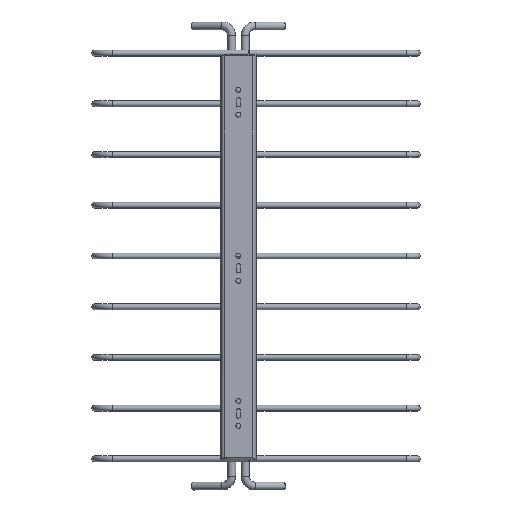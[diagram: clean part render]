
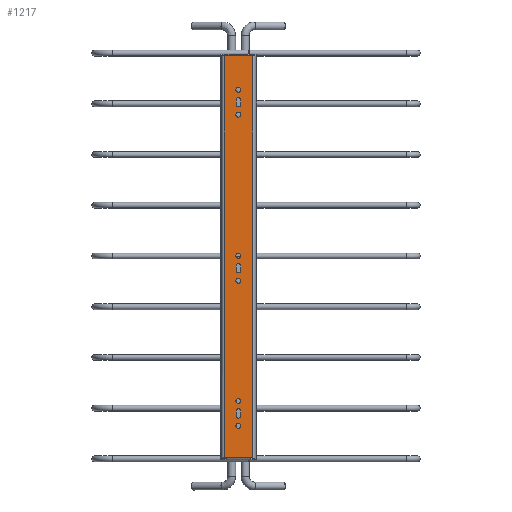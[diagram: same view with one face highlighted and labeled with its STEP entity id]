
A CAD part, front view. The second image highlights one B-rep face of the part: STEP entity #1217.
In plain terms, the highlighted face is planar.
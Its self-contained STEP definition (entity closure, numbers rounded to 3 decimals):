
#544=CARTESIAN_POINT('',(10.0,-14.335,403.7));
#545=VERTEX_POINT('',#544);
#553=CARTESIAN_POINT('',(10.0,14.335,403.7));
#554=VERTEX_POINT('',#553);
#555=CARTESIAN_POINT('',(10.0,-14.335,403.7));
#556=DIRECTION('',(0.0,1.0,0.0));
#557=VECTOR('',#556,28.671);
#558=LINE('',#555,#557);
#559=EDGE_CURVE('',#545,#554,#558,.T.);
#751=CARTESIAN_POINT('',(10.0,-14.335,0.0));
#752=VERTEX_POINT('',#751);
#760=CARTESIAN_POINT('',(10.0,-14.335,0.0));
#761=DIRECTION('',(0.0,0.0,1.0));
#762=VECTOR('',#761,403.7);
#763=LINE('',#760,#762);
#764=EDGE_CURVE('',#752,#545,#763,.T.);
#1020=CARTESIAN_POINT('',(10.0,0.0,0.0));
#1021=DIRECTION('',(1.0,0.0,0.0));
#1022=DIRECTION('',(0.0,0.0,-1.0));
#1023=AXIS2_PLACEMENT_3D('',#1020,#1021,#1022);
#1024=PLANE('',#1023);
#1025=ORIENTED_EDGE('',*,*,#559,.F.);
#1026=ORIENTED_EDGE('',*,*,#764,.F.);
#1027=CARTESIAN_POINT('',(10.0,14.335,0.0));
#1028=VERTEX_POINT('',#1027);
#1029=CARTESIAN_POINT('',(10.0,14.335,0.0));
#1030=DIRECTION('',(0.0,-1.0,0.0));
#1031=VECTOR('',#1030,28.671);
#1032=LINE('',#1029,#1031);
#1033=EDGE_CURVE('',#1028,#752,#1032,.T.);
#1034=ORIENTED_EDGE('',*,*,#1033,.F.);
#1035=CARTESIAN_POINT('',(10.0,14.335,0.0));
#1036=DIRECTION('',(0.0,0.0,1.0));
#1037=VECTOR('',#1036,403.7);
#1038=LINE('',#1035,#1037);
#1039=EDGE_CURVE('',#1028,#554,#1038,.T.);
#1040=ORIENTED_EDGE('',*,*,#1039,.T.);
#1041=EDGE_LOOP('',(#1025,#1026,#1034,#1040));
#1042=FACE_OUTER_BOUND('',#1041,.T.);
#1043=CARTESIAN_POINT('',(10.0,-2.25,361.95));
#1044=VERTEX_POINT('',#1043);
#1045=CARTESIAN_POINT('',(10.0,2.25,361.95));
#1046=VERTEX_POINT('',#1045);
#1047=CARTESIAN_POINT('',(10.0,0.,361.95));
#1048=DIRECTION('',(-1.0,0.0,0.0));
#1049=DIRECTION('',(0.0,-1.0,0.0));
#1050=AXIS2_PLACEMENT_3D('',#1047,#1048,#1049);
#1051=CIRCLE('',#1050,2.25);
#1052=EDGE_CURVE('',#1044,#1046,#1051,.T.);
#1053=ORIENTED_EDGE('',*,*,#1052,.T.);
#1054=CARTESIAN_POINT('',(10.0,2.25,357.05));
#1055=VERTEX_POINT('',#1054);
#1056=CARTESIAN_POINT('',(10.0,2.25,361.95));
#1057=DIRECTION('',(0.0,0.0,-1.0));
#1058=VECTOR('',#1057,4.9);
#1059=LINE('',#1056,#1058);
#1060=EDGE_CURVE('',#1046,#1055,#1059,.T.);
#1061=ORIENTED_EDGE('',*,*,#1060,.T.);
#1062=CARTESIAN_POINT('',(10.0,-2.25,357.05));
#1063=VERTEX_POINT('',#1062);
#1064=CARTESIAN_POINT('',(10.0,0.,357.05));
#1065=DIRECTION('',(-1.0,0.0,0.0));
#1066=DIRECTION('',(0.0,1.0,0.0));
#1067=AXIS2_PLACEMENT_3D('',#1064,#1065,#1066);
#1068=CIRCLE('',#1067,2.25);
#1069=EDGE_CURVE('',#1055,#1063,#1068,.T.);
#1070=ORIENTED_EDGE('',*,*,#1069,.T.);
#1071=CARTESIAN_POINT('',(10.0,-2.25,357.05));
#1072=DIRECTION('',(0.0,0.0,1.0));
#1073=VECTOR('',#1072,4.9);
#1074=LINE('',#1071,#1073);
#1075=EDGE_CURVE('',#1063,#1044,#1074,.T.);
#1076=ORIENTED_EDGE('',*,*,#1075,.T.);
#1077=EDGE_LOOP('',(#1053,#1061,#1070,#1076));
#1078=FACE_BOUND('',#1077,.T.);
#1079=CARTESIAN_POINT('',(10.0,-2.25,215.95));
#1080=VERTEX_POINT('',#1079);
#1081=CARTESIAN_POINT('',(10.0,2.25,215.95));
#1082=VERTEX_POINT('',#1081);
#1083=CARTESIAN_POINT('',(10.0,0.,215.95));
#1084=DIRECTION('',(-1.0,0.0,0.0));
#1085=DIRECTION('',(0.0,-1.0,0.0));
#1086=AXIS2_PLACEMENT_3D('',#1083,#1084,#1085);
#1087=CIRCLE('',#1086,2.25);
#1088=EDGE_CURVE('',#1080,#1082,#1087,.T.);
#1089=ORIENTED_EDGE('',*,*,#1088,.T.);
#1090=CARTESIAN_POINT('',(10.0,2.25,211.05));
#1091=VERTEX_POINT('',#1090);
#1092=CARTESIAN_POINT('',(10.0,2.25,215.95));
#1093=DIRECTION('',(0.0,0.0,-1.0));
#1094=VECTOR('',#1093,4.9);
#1095=LINE('',#1092,#1094);
#1096=EDGE_CURVE('',#1082,#1091,#1095,.T.);
#1097=ORIENTED_EDGE('',*,*,#1096,.T.);
#1098=CARTESIAN_POINT('',(10.0,-2.25,211.05));
#1099=VERTEX_POINT('',#1098);
#1100=CARTESIAN_POINT('',(10.0,0.,211.05));
#1101=DIRECTION('',(-1.0,0.0,0.0));
#1102=DIRECTION('',(0.0,1.0,0.0));
#1103=AXIS2_PLACEMENT_3D('',#1100,#1101,#1102);
#1104=CIRCLE('',#1103,2.25);
#1105=EDGE_CURVE('',#1091,#1099,#1104,.T.);
#1106=ORIENTED_EDGE('',*,*,#1105,.T.);
#1107=CARTESIAN_POINT('',(10.0,-2.25,211.05));
#1108=DIRECTION('',(0.0,0.0,1.0));
#1109=VECTOR('',#1108,4.9);
#1110=LINE('',#1107,#1109);
#1111=EDGE_CURVE('',#1099,#1080,#1110,.T.);
#1112=ORIENTED_EDGE('',*,*,#1111,.T.);
#1113=EDGE_LOOP('',(#1089,#1097,#1106,#1112));
#1114=FACE_BOUND('',#1113,.T.);
#1115=CARTESIAN_POINT('',(10.0,0.,369.5));
#1116=VERTEX_POINT('',#1115);
#1117=CARTESIAN_POINT('',(10.0,0.,372.0));
#1118=DIRECTION('',(-1.0,0.0,0.0));
#1119=DIRECTION('',(0.0,0.0,1.0));
#1120=AXIS2_PLACEMENT_3D('',#1117,#1118,#1119);
#1121=CIRCLE('',#1120,2.5);
#1122=EDGE_CURVE('',#1116,#1116,#1121,.T.);
#1123=ORIENTED_EDGE('',*,*,#1122,.T.);
#1124=EDGE_LOOP('',(#1123));
#1125=FACE_BOUND('',#1124,.T.);
#1126=CARTESIAN_POINT('',(10.0,0.,223.5));
#1127=VERTEX_POINT('',#1126);
#1128=CARTESIAN_POINT('',(10.0,0.,226.0));
#1129=DIRECTION('',(-1.0,0.0,0.0));
#1130=DIRECTION('',(0.0,0.0,1.0));
#1131=AXIS2_PLACEMENT_3D('',#1128,#1129,#1130);
#1132=CIRCLE('',#1131,2.5);
#1133=EDGE_CURVE('',#1127,#1127,#1132,.T.);
#1134=ORIENTED_EDGE('',*,*,#1133,.T.);
#1135=EDGE_LOOP('',(#1134));
#1136=FACE_BOUND('',#1135,.T.);
#1137=CARTESIAN_POINT('',(10.0,0.,31.5));
#1138=VERTEX_POINT('',#1137);
#1139=CARTESIAN_POINT('',(10.0,0.,34.0));
#1140=DIRECTION('',(-1.0,0.0,0.0));
#1141=DIRECTION('',(0.0,0.0,1.0));
#1142=AXIS2_PLACEMENT_3D('',#1139,#1140,#1141);
#1143=CIRCLE('',#1142,2.5);
#1144=EDGE_CURVE('',#1138,#1138,#1143,.T.);
#1145=ORIENTED_EDGE('',*,*,#1144,.T.);
#1146=EDGE_LOOP('',(#1145));
#1147=FACE_BOUND('',#1146,.T.);
#1148=CARTESIAN_POINT('',(10.0,0.,56.5));
#1149=VERTEX_POINT('',#1148);
#1150=CARTESIAN_POINT('',(10.0,0.,59.));
#1151=DIRECTION('',(-1.0,0.0,0.0));
#1152=DIRECTION('',(0.0,0.0,1.0));
#1153=AXIS2_PLACEMENT_3D('',#1150,#1151,#1152);
#1154=CIRCLE('',#1153,2.5);
#1155=EDGE_CURVE('',#1149,#1149,#1154,.T.);
#1156=ORIENTED_EDGE('',*,*,#1155,.T.);
#1157=EDGE_LOOP('',(#1156));
#1158=FACE_BOUND('',#1157,.T.);
#1159=CARTESIAN_POINT('',(10.0,0.,198.5));
#1160=VERTEX_POINT('',#1159);
#1161=CARTESIAN_POINT('',(10.0,0.,201.0));
#1162=DIRECTION('',(-1.0,0.0,0.0));
#1163=DIRECTION('',(0.0,0.0,1.0));
#1164=AXIS2_PLACEMENT_3D('',#1161,#1162,#1163);
#1165=CIRCLE('',#1164,2.5);
#1166=EDGE_CURVE('',#1160,#1160,#1165,.T.);
#1167=ORIENTED_EDGE('',*,*,#1166,.T.);
#1168=EDGE_LOOP('',(#1167));
#1169=FACE_BOUND('',#1168,.T.);
#1170=CARTESIAN_POINT('',(10.0,0.,344.5));
#1171=VERTEX_POINT('',#1170);
#1172=CARTESIAN_POINT('',(10.0,0.,347.0));
#1173=DIRECTION('',(-1.0,0.0,0.0));
#1174=DIRECTION('',(0.0,0.0,1.0));
#1175=AXIS2_PLACEMENT_3D('',#1172,#1173,#1174);
#1176=CIRCLE('',#1175,2.5);
#1177=EDGE_CURVE('',#1171,#1171,#1176,.T.);
#1178=ORIENTED_EDGE('',*,*,#1177,.T.);
#1179=EDGE_LOOP('',(#1178));
#1180=FACE_BOUND('',#1179,.T.);
#1181=CARTESIAN_POINT('',(10.0,-2.25,48.95));
#1182=VERTEX_POINT('',#1181);
#1183=CARTESIAN_POINT('',(10.0,2.25,48.95));
#1184=VERTEX_POINT('',#1183);
#1185=CARTESIAN_POINT('',(10.0,0.,48.95));
#1186=DIRECTION('',(-1.0,0.0,0.0));
#1187=DIRECTION('',(0.0,-1.0,0.0));
#1188=AXIS2_PLACEMENT_3D('',#1185,#1186,#1187);
#1189=CIRCLE('',#1188,2.25);
#1190=EDGE_CURVE('',#1182,#1184,#1189,.T.);
#1191=ORIENTED_EDGE('',*,*,#1190,.T.);
#1192=CARTESIAN_POINT('',(10.0,2.25,44.05));
#1193=VERTEX_POINT('',#1192);
#1194=CARTESIAN_POINT('',(10.0,2.25,48.95));
#1195=DIRECTION('',(0.0,0.0,-1.0));
#1196=VECTOR('',#1195,4.9);
#1197=LINE('',#1194,#1196);
#1198=EDGE_CURVE('',#1184,#1193,#1197,.T.);
#1199=ORIENTED_EDGE('',*,*,#1198,.T.);
#1200=CARTESIAN_POINT('',(10.0,-2.25,44.05));
#1201=VERTEX_POINT('',#1200);
#1202=CARTESIAN_POINT('',(10.0,0.,44.05));
#1203=DIRECTION('',(-1.0,0.0,0.0));
#1204=DIRECTION('',(0.0,1.0,0.0));
#1205=AXIS2_PLACEMENT_3D('',#1202,#1203,#1204);
#1206=CIRCLE('',#1205,2.25);
#1207=EDGE_CURVE('',#1193,#1201,#1206,.T.);
#1208=ORIENTED_EDGE('',*,*,#1207,.T.);
#1209=CARTESIAN_POINT('',(10.0,-2.25,44.05));
#1210=DIRECTION('',(0.0,0.0,1.0));
#1211=VECTOR('',#1210,4.9);
#1212=LINE('',#1209,#1211);
#1213=EDGE_CURVE('',#1201,#1182,#1212,.T.);
#1214=ORIENTED_EDGE('',*,*,#1213,.T.);
#1215=EDGE_LOOP('',(#1191,#1199,#1208,#1214));
#1216=FACE_BOUND('',#1215,.T.);
#1217=ADVANCED_FACE('',(#1042,#1078,#1114,#1125,#1136,#1147,#1158,#1169,#1180,#1216),#1024,.T.);
